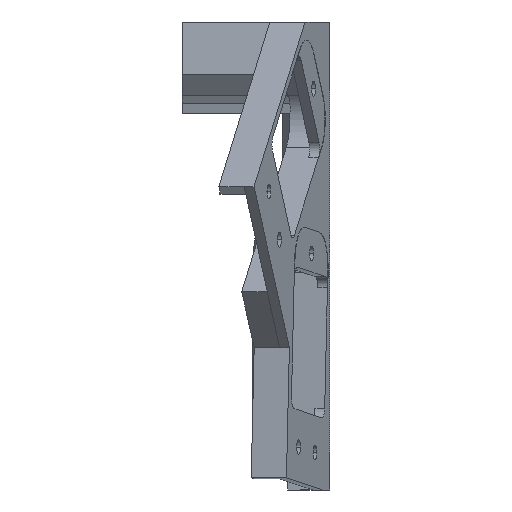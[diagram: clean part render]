
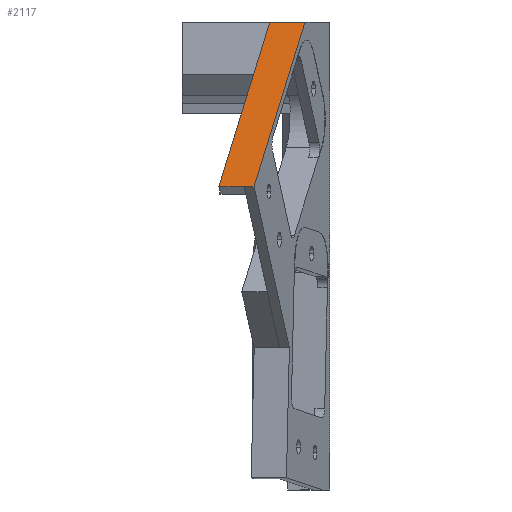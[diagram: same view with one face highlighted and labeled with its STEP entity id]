
A CAD part, left-side view. The second image highlights one B-rep face of the part: STEP entity #2117.
In plain terms, the highlighted planar face has unit normal (-0.621, 0.166, 0.766).
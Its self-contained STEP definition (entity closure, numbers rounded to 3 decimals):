
#121 = DIRECTION ( 'NONE',  ( -0.259, -0.966, 0. ) ) ;
#164 = DIRECTION ( 'NONE',  ( 0.259, 0.966, 0. ) ) ;
#193 = DIRECTION ( 'NONE',  ( 0.74, -0.198, 0.643 ) ) ;
#256 = VERTEX_POINT ( 'NONE', #1999 ) ;
#257 = DIRECTION ( 'NONE',  ( -0.74, 0.198, -0.643 ) ) ;
#564 = VECTOR ( 'NONE', #257, 1000. ) ;
#605 = CARTESIAN_POINT ( 'NONE',  ( -56.714, 15.253, 70.029 ) ) ;
#730 = EDGE_CURVE ( 'NONE', #1499, #2877, #2738, .T. ) ;
#960 = ORIENTED_EDGE ( 'NONE', *, *, #2417, .T. ) ;
#1139 = CARTESIAN_POINT ( 'NONE',  ( -26.353, -0.058, 97.946 ) ) ;
#1439 = PLANE ( 'NONE',  #2000 ) ;
#1460 = DIRECTION ( 'NONE',  ( -0.777, 0., -0.629 ) ) ;
#1472 = CARTESIAN_POINT ( 'NONE',  ( -56.714, 15.253, 70.029 ) ) ;
#1499 = VERTEX_POINT ( 'NONE', #4939 ) ;
#1519 = CARTESIAN_POINT ( 'NONE',  ( -72.232, 14.235, 57.679 ) ) ;
#1842 = ORIENTED_EDGE ( 'NONE', *, *, #2696, .F. ) ;
#1999 = CARTESIAN_POINT ( 'NONE',  ( -72.732, 12.369, 57.679 ) ) ;
#2000 = AXIS2_PLACEMENT_3D ( 'NONE', #605, #5286, #1460 ) ;
#2117 = ADVANCED_FACE ( 'NONE', ( #2244 ), #1439, .F. ) ;
#2244 = FACE_OUTER_BOUND ( 'NONE', #3107, .T. ) ;
#2338 = ORIENTED_EDGE ( 'NONE', *, *, #730, .F. ) ;
#2367 = VECTOR ( 'NONE', #3610, 1000. ) ;
#2417 = EDGE_CURVE ( 'NONE', #1499, #3300, #3189, .T. ) ;
#2696 = EDGE_CURVE ( 'NONE', #2877, #4162, #4428, .T. ) ;
#2738 = LINE ( 'NONE', #1472, #4430 ) ;
#2877 = VERTEX_POINT ( 'NONE', #3905 ) ;
#3092 = VECTOR ( 'NONE', #121, 1000. ) ;
#3107 = EDGE_LOOP ( 'NONE', ( #960, #3675, #5008, #1842, #2338 ) ) ;
#3134 = CARTESIAN_POINT ( 'NONE',  ( -72.75, 12.303, 57.679 ) ) ;
#3189 = LINE ( 'NONE', #5404, #2367 ) ;
#3300 = VERTEX_POINT ( 'NONE', #1519 ) ;
#3395 = EDGE_CURVE ( 'NONE', #256, #3300, #3642, .T. ) ;
#3610 = DIRECTION ( 'NONE',  ( -0.259, -0.966, 0. ) ) ;
#3641 = CARTESIAN_POINT ( 'NONE',  ( -36.657, 2.703, 89. ) ) ;
#3642 = LINE ( 'NONE', #3134, #4071 ) ;
#3675 = ORIENTED_EDGE ( 'NONE', *, *, #3395, .F. ) ;
#3905 = CARTESIAN_POINT ( 'NONE',  ( -34.863, 9.398, 89. ) ) ;
#4006 = CARTESIAN_POINT ( 'NONE',  ( -34.863, 9.398, 89. ) ) ;
#4071 = VECTOR ( 'NONE', #164, 1000. ) ;
#4162 = VERTEX_POINT ( 'NONE', #3641 ) ;
#4428 = LINE ( 'NONE', #4006, #3092 ) ;
#4430 = VECTOR ( 'NONE', #193, 1000. ) ;
#4587 = EDGE_CURVE ( 'NONE', #4162, #256, #5412, .T. ) ;
#4939 = CARTESIAN_POINT ( 'NONE',  ( -70.938, 19.065, 57.679 ) ) ;
#5008 = ORIENTED_EDGE ( 'NONE', *, *, #4587, .F. ) ;
#5286 = DIRECTION ( 'NONE',  ( 0.621, -0.166, -0.766 ) ) ;
#5404 = CARTESIAN_POINT ( 'NONE',  ( -70.938, 19.065, 57.679 ) ) ;
#5412 = LINE ( 'NONE', #1139, #564 ) ;
